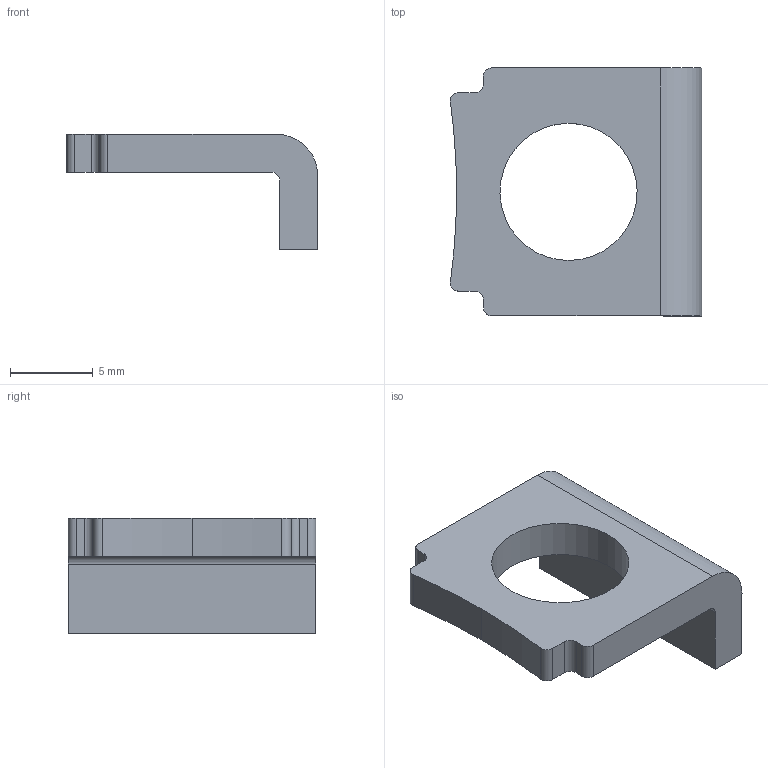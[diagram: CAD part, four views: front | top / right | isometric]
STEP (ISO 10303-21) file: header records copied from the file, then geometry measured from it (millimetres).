
FILE_DESCRIPTION(('CATIA V5 STEP Exchange'),'2;1');
FILE_NAME('RDST100.M8.stp','2017-03-07T15:57:42+00:00',('none'),('none'),'CATIA Version 5 Release 19 GA (IN-10)','CATIA V5 STEP AP203','none');
FILE_SCHEMA(('CONFIG_CONTROL_DESIGN'));
Length unit declared in the file: millimetre
Products named in the file (1): RDST100.M8
Bounding box: 15.2 x 15 x 7 mm (x, y, z)
Volume: 522.5 mm3; surface area: 666.8 mm2
Topology: 1 solids, 1 shells, 23 faces, 66 edges, 49 vertices
Faces by surface type: cylinder 12, plane 11
Entity records: 784 total; most frequent: CARTESIAN_POINT 137, ORIENTED_EDGE 126, DIRECTION 108, EDGE_CURVE 63, AXIS2_PLACEMENT_3D 46, VECTOR 42, LINE 42, VERTEX_POINT 42
